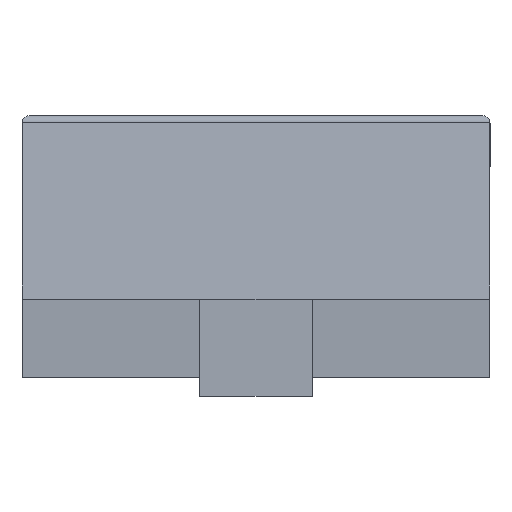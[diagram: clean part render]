
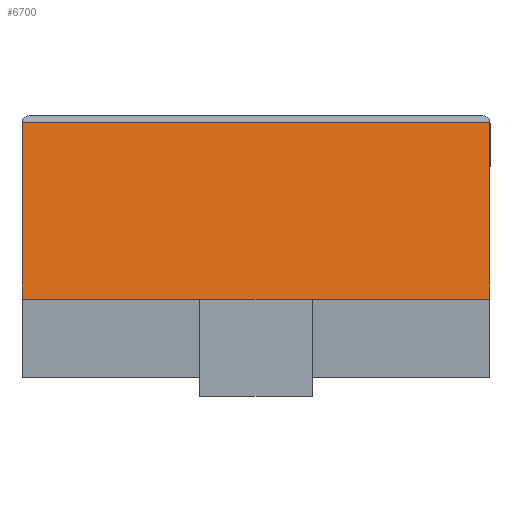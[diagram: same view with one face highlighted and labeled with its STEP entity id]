
A CAD part, front view. The second image highlights one B-rep face of the part: STEP entity #6700.
In plain terms, the highlighted planar face has unit normal (0, -0.993, 0.122).
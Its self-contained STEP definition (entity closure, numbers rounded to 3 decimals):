
#558=ELLIPSE('',#7151,0.02,0.02);
#564=ELLIPSE('',#7159,0.02,0.02);
#633=FACE_OUTER_BOUND('',#1014,.T.);
#1014=EDGE_LOOP('',(#4463,#4464,#4465,#4466,#4467,#4468));
#1416=LINE('',#8677,#2072);
#1421=LINE('',#8693,#2077);
#1422=LINE('',#8695,#2078);
#1423=LINE('',#8696,#2079);
#2072=VECTOR('',#7463,10.);
#2077=VECTOR('',#7480,10.);
#2078=VECTOR('',#7481,10.);
#2079=VECTOR('',#7482,10.);
#2723=VERTEX_POINT('',#8663);
#2724=VERTEX_POINT('',#8665);
#2728=VERTEX_POINT('',#8675);
#2732=VERTEX_POINT('',#8685);
#2733=VERTEX_POINT('',#8692);
#2734=VERTEX_POINT('',#8694);
#3411=EDGE_CURVE('',#2723,#2724,#558,.T.);
#3417=EDGE_CURVE('',#2728,#2723,#1416,.T.);
#3422=EDGE_CURVE('',#2732,#2728,#564,.T.);
#3425=EDGE_CURVE('',#2733,#2732,#1421,.T.);
#3426=EDGE_CURVE('',#2734,#2733,#1422,.T.);
#3427=EDGE_CURVE('',#2724,#2734,#1423,.T.);
#4463=ORIENTED_EDGE('',*,*,#3411,.F.);
#4464=ORIENTED_EDGE('',*,*,#3417,.F.);
#4465=ORIENTED_EDGE('',*,*,#3422,.F.);
#4466=ORIENTED_EDGE('',*,*,#3425,.F.);
#4467=ORIENTED_EDGE('',*,*,#3426,.F.);
#4468=ORIENTED_EDGE('',*,*,#3427,.F.);
#6480=PLANE('',#7161);
#6700=ADVANCED_FACE('',(#633),#6480,.F.);
#7151=AXIS2_PLACEMENT_3D('',#8666,#7451,#7452);
#7159=AXIS2_PLACEMENT_3D('',#8687,#7472,#7473);
#7161=AXIS2_PLACEMENT_3D('',#8691,#7478,#7479);
#7451=DIRECTION('center_axis',(0.,0.993,-0.122));
#7452=DIRECTION('ref_axis',(0.,0.122,0.993));
#7463=DIRECTION('',(1.,0.,0.));
#7472=DIRECTION('center_axis',(0.,0.993,-0.122));
#7473=DIRECTION('ref_axis',(0.,0.122,0.993));
#7478=DIRECTION('center_axis',(0.,0.993,-0.122));
#7479=DIRECTION('ref_axis',(0.,-0.122,-0.993));
#7480=DIRECTION('',(0.,0.122,0.993));
#7481=DIRECTION('',(-1.,0.,0.));
#7482=DIRECTION('',(0.,-0.122,-0.993));
#8663=CARTESIAN_POINT('',(0.625,-0.792,0.682));
#8665=CARTESIAN_POINT('',(0.625,-0.792,0.68));
#8666=CARTESIAN_POINT('Origin',(0.605,-0.792,0.68));
#8675=CARTESIAN_POINT('',(-0.625,-0.792,0.682));
#8677=CARTESIAN_POINT('',(0.313,-0.792,0.682));
#8685=CARTESIAN_POINT('',(-0.625,-0.792,0.68));
#8687=CARTESIAN_POINT('Origin',(-0.605,-0.792,0.68));
#8691=CARTESIAN_POINT('Origin',(0.625,-0.79,0.7));
#8692=CARTESIAN_POINT('',(-0.625,-0.85,0.21));
#8693=CARTESIAN_POINT('',(-0.625,-0.82,0.454));
#8694=CARTESIAN_POINT('',(0.625,-0.85,0.21));
#8695=CARTESIAN_POINT('',(0.,-0.85,0.21));
#8696=CARTESIAN_POINT('',(0.625,-0.833,0.352));
